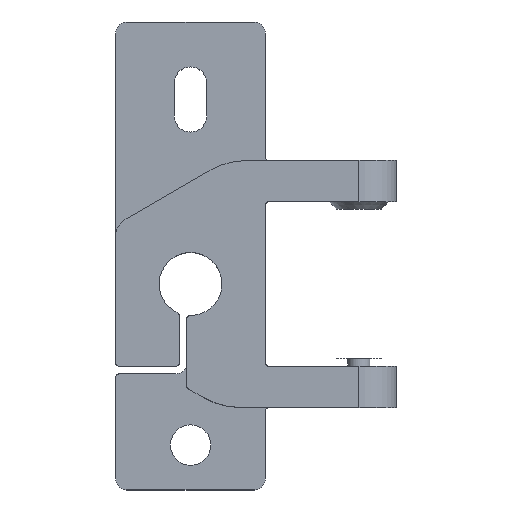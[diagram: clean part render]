
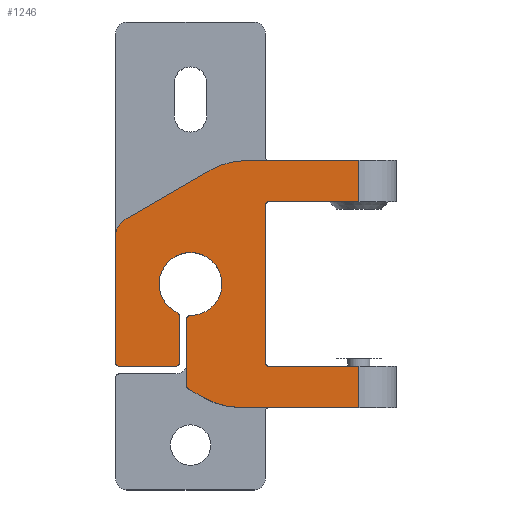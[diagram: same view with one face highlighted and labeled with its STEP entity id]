
A CAD part, top view. The second image highlights one B-rep face of the part: STEP entity #1246.
In plain terms, the highlighted planar face has unit normal (0, 0, 1).
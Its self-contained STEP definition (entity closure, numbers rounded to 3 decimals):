
#48=CIRCLE('',#1321,10.);
#52=CIRCLE('',#1327,10.);
#59=CIRCLE('',#1340,0.5);
#63=CIRCLE('',#1346,0.5);
#86=CIRCLE('',#1377,2.5);
#87=CIRCLE('',#1378,0.5);
#88=CIRCLE('',#1379,0.5);
#89=CIRCLE('',#1380,0.5);
#90=CIRCLE('',#1381,4.2);
#91=CIRCLE('',#1382,0.5);
#92=CIRCLE('',#1383,0.5);
#169=FACE_OUTER_BOUND('',#248,.T.);
#248=EDGE_LOOP('',(#980,#981,#982,#983,#984,#985,#986,#987,#988,#989,#990,
#991,#992,#993,#994,#995,#996,#997,#998,#999,#1000,#1001,#1002,#1003));
#325=LINE('',#1907,#432);
#329=LINE('',#1919,#436);
#336=LINE('',#1940,#443);
#343=LINE('',#1964,#450);
#346=LINE('',#1977,#453);
#348=LINE('',#1983,#455);
#355=LINE('',#2009,#462);
#370=LINE('',#2064,#477);
#371=LINE('',#2067,#478);
#372=LINE('',#2071,#479);
#373=LINE('',#2075,#480);
#374=LINE('',#2079,#481);
#375=LINE('',#2087,#482);
#432=VECTOR('',#1505,10.);
#436=VECTOR('',#1517,10.);
#443=VECTOR('',#1538,10.);
#450=VECTOR('',#1559,10.);
#453=VECTOR('',#1572,10.);
#455=VECTOR('',#1578,10.);
#462=VECTOR('',#1601,10.);
#477=VECTOR('',#1650,10.);
#478=VECTOR('',#1655,10.);
#479=VECTOR('',#1658,10.);
#480=VECTOR('',#1661,10.);
#481=VECTOR('',#1664,10.);
#482=VECTOR('',#1671,10.);
#538=VERTEX_POINT('',#1888);
#539=VERTEX_POINT('',#1889);
#546=VERTEX_POINT('',#1905);
#548=VERTEX_POINT('',#1911);
#549=VERTEX_POINT('',#1912);
#550=VERTEX_POINT('',#1917);
#557=VERTEX_POINT('',#1939);
#563=VERTEX_POINT('',#1952);
#564=VERTEX_POINT('',#1954);
#567=VERTEX_POINT('',#1962);
#571=VERTEX_POINT('',#1971);
#572=VERTEX_POINT('',#1973);
#574=VERTEX_POINT('',#1982);
#585=VERTEX_POINT('',#2008);
#609=VERTEX_POINT('',#2068);
#610=VERTEX_POINT('',#2070);
#611=VERTEX_POINT('',#2072);
#612=VERTEX_POINT('',#2074);
#613=VERTEX_POINT('',#2076);
#614=VERTEX_POINT('',#2078);
#615=VERTEX_POINT('',#2080);
#616=VERTEX_POINT('',#2082);
#617=VERTEX_POINT('',#2084);
#618=VERTEX_POINT('',#2086);
#663=EDGE_CURVE('',#538,#539,#48,.T.);
#672=EDGE_CURVE('',#538,#546,#325,.T.);
#674=EDGE_CURVE('',#548,#549,#52,.T.);
#678=EDGE_CURVE('',#548,#550,#329,.T.);
#688=EDGE_CURVE('',#557,#549,#336,.T.);
#695=EDGE_CURVE('',#563,#564,#59,.T.);
#700=EDGE_CURVE('',#563,#567,#343,.T.);
#704=EDGE_CURVE('',#571,#572,#63,.T.);
#706=EDGE_CURVE('',#571,#564,#346,.T.);
#709=EDGE_CURVE('',#574,#539,#348,.T.);
#722=EDGE_CURVE('',#585,#572,#355,.T.);
#752=EDGE_CURVE('',#585,#546,#370,.T.);
#753=EDGE_CURVE('',#557,#567,#371,.T.);
#754=EDGE_CURVE('',#609,#550,#86,.T.);
#755=EDGE_CURVE('',#609,#610,#372,.F.);
#756=EDGE_CURVE('',#611,#610,#87,.T.);
#757=EDGE_CURVE('',#611,#612,#373,.T.);
#758=EDGE_CURVE('',#613,#612,#88,.T.);
#759=EDGE_CURVE('',#613,#614,#374,.F.);
#760=EDGE_CURVE('',#615,#614,#89,.T.);
#761=EDGE_CURVE('',#615,#616,#90,.T.);
#762=EDGE_CURVE('',#617,#616,#91,.T.);
#763=EDGE_CURVE('',#617,#618,#375,.T.);
#764=EDGE_CURVE('',#574,#618,#92,.T.);
#980=ORIENTED_EDGE('',*,*,#663,.F.);
#981=ORIENTED_EDGE('',*,*,#672,.T.);
#982=ORIENTED_EDGE('',*,*,#752,.F.);
#983=ORIENTED_EDGE('',*,*,#722,.T.);
#984=ORIENTED_EDGE('',*,*,#704,.F.);
#985=ORIENTED_EDGE('',*,*,#706,.T.);
#986=ORIENTED_EDGE('',*,*,#695,.F.);
#987=ORIENTED_EDGE('',*,*,#700,.T.);
#988=ORIENTED_EDGE('',*,*,#753,.F.);
#989=ORIENTED_EDGE('',*,*,#688,.T.);
#990=ORIENTED_EDGE('',*,*,#674,.F.);
#991=ORIENTED_EDGE('',*,*,#678,.T.);
#992=ORIENTED_EDGE('',*,*,#754,.F.);
#993=ORIENTED_EDGE('',*,*,#755,.T.);
#994=ORIENTED_EDGE('',*,*,#756,.F.);
#995=ORIENTED_EDGE('',*,*,#757,.T.);
#996=ORIENTED_EDGE('',*,*,#758,.F.);
#997=ORIENTED_EDGE('',*,*,#759,.T.);
#998=ORIENTED_EDGE('',*,*,#760,.F.);
#999=ORIENTED_EDGE('',*,*,#761,.T.);
#1000=ORIENTED_EDGE('',*,*,#762,.F.);
#1001=ORIENTED_EDGE('',*,*,#763,.T.);
#1002=ORIENTED_EDGE('',*,*,#764,.F.);
#1003=ORIENTED_EDGE('',*,*,#709,.T.);
#1205=PLANE('',#1376);
#1246=ADVANCED_FACE('',(#169),#1205,.T.);
#1321=AXIS2_PLACEMENT_3D('',#1890,#1491,#1492);
#1327=AXIS2_PLACEMENT_3D('',#1913,#1510,#1511);
#1340=AXIS2_PLACEMENT_3D('',#1955,#1550,#1551);
#1346=AXIS2_PLACEMENT_3D('',#1974,#1567,#1568);
#1376=AXIS2_PLACEMENT_3D('',#2066,#1653,#1654);
#1377=AXIS2_PLACEMENT_3D('',#2069,#1656,#1657);
#1378=AXIS2_PLACEMENT_3D('',#2073,#1659,#1660);
#1379=AXIS2_PLACEMENT_3D('',#2077,#1662,#1663);
#1380=AXIS2_PLACEMENT_3D('',#2081,#1665,#1666);
#1381=AXIS2_PLACEMENT_3D('',#2083,#1667,#1668);
#1382=AXIS2_PLACEMENT_3D('',#2085,#1669,#1670);
#1383=AXIS2_PLACEMENT_3D('',#2088,#1672,#1673);
#1491=DIRECTION('center_axis',(0.,0.,-1.));
#1492=DIRECTION('ref_axis',(-0.259,-0.966,0.));
#1505=DIRECTION('',(1.,0.,0.));
#1510=DIRECTION('center_axis',(0.,0.,-1.));
#1511=DIRECTION('ref_axis',(-0.259,0.966,0.));
#1517=DIRECTION('',(-0.866,-0.5,0.));
#1538=DIRECTION('',(-1.,0.,0.));
#1550=DIRECTION('center_axis',(0.,0.,1.));
#1551=DIRECTION('ref_axis',(-0.707,0.707,0.));
#1559=DIRECTION('',(1.,0.,0.));
#1567=DIRECTION('center_axis',(0.,0.,1.));
#1568=DIRECTION('ref_axis',(-0.707,-0.707,0.));
#1572=DIRECTION('',(0.,1.,0.));
#1578=DIRECTION('',(0.866,-0.5,0.));
#1601=DIRECTION('',(-1.,0.,0.));
#1650=DIRECTION('',(0.,-1.,0.));
#1653=DIRECTION('center_axis',(0.,0.,1.));
#1654=DIRECTION('ref_axis',(1.,0.,0.));
#1655=DIRECTION('',(0.,-1.,0.));
#1656=DIRECTION('center_axis',(0.,0.,-1.));
#1657=DIRECTION('ref_axis',(-0.866,0.5,0.));
#1658=DIRECTION('',(0.,1.,0.));
#1659=DIRECTION('center_axis',(0.,0.,-1.));
#1660=DIRECTION('ref_axis',(-0.707,-0.707,0.));
#1661=DIRECTION('',(1.,0.,0.));
#1662=DIRECTION('center_axis',(0.,0.,-1.));
#1663=DIRECTION('ref_axis',(0.707,-0.707,0.));
#1664=DIRECTION('',(0.,-1.,0.));
#1665=DIRECTION('center_axis',(0.,0.,-1.));
#1666=DIRECTION('ref_axis',(0.844,0.536,0.));
#1667=DIRECTION('center_axis',(0.,0.,-1.));
#1668=DIRECTION('ref_axis',(-1.,0.,0.));
#1669=DIRECTION('center_axis',(0.,0.,-1.));
#1670=DIRECTION('ref_axis',(-0.707,0.707,0.));
#1671=DIRECTION('',(0.,-1.,0.));
#1672=DIRECTION('center_axis',(0.,0.,-1.));
#1673=DIRECTION('ref_axis',(-0.866,-0.5,0.));
#1888=CARTESIAN_POINT('',(9.206,-16.5,12.));
#1889=CARTESIAN_POINT('',(4.206,-15.16,12.));
#1890=CARTESIAN_POINT('Origin',(9.206,-6.5,12.));
#1905=CARTESIAN_POINT('',(25.001,-16.5,12.));
#1907=CARTESIAN_POINT('',(28.,-16.5,12.));
#1911=CARTESIAN_POINT('',(5.098,15.16,12.));
#1912=CARTESIAN_POINT('',(10.098,16.5,12.));
#1913=CARTESIAN_POINT('Origin',(10.098,6.5,12.));
#1917=CARTESIAN_POINT('',(-6.25,8.608,12.));
#1919=CARTESIAN_POINT('',(-12.5,5.,12.));
#1939=CARTESIAN_POINT('',(25.001,16.5,12.));
#1940=CARTESIAN_POINT('',(7.419,16.5,12.));
#1952=CARTESIAN_POINT('',(13.,11.,12.));
#1954=CARTESIAN_POINT('',(12.5,10.5,12.));
#1955=CARTESIAN_POINT('Origin',(13.,10.5,12.));
#1962=CARTESIAN_POINT('',(25.001,11.,12.));
#1964=CARTESIAN_POINT('',(28.,11.,12.));
#1971=CARTESIAN_POINT('',(12.5,-10.5,12.));
#1973=CARTESIAN_POINT('',(13.,-11.,12.));
#1974=CARTESIAN_POINT('Origin',(13.,-10.5,12.));
#1977=CARTESIAN_POINT('',(12.5,11.,12.));
#1982=CARTESIAN_POINT('',(2.25,-14.031,12.));
#1983=CARTESIAN_POINT('',(6.526,-16.5,12.));
#2008=CARTESIAN_POINT('',(25.001,-11.,12.));
#2009=CARTESIAN_POINT('',(12.5,-11.,12.));
#2064=CARTESIAN_POINT('',(25.001,-8.465,12.));
#2066=CARTESIAN_POINT('Origin',(9.865,-0.43,12.));
#2067=CARTESIAN_POINT('',(25.001,-8.465,12.));
#2068=CARTESIAN_POINT('',(-7.5,6.443,12.));
#2069=CARTESIAN_POINT('Origin',(-5.,6.443,12.));
#2070=CARTESIAN_POINT('',(-7.5,-10.5,12.));
#2071=CARTESIAN_POINT('',(-7.5,17.285,12.));
#2072=CARTESIAN_POINT('',(-7.,-11.,12.));
#2073=CARTESIAN_POINT('Origin',(-7.,-10.5,12.));
#2074=CARTESIAN_POINT('',(0.5,-11.,12.));
#2075=CARTESIAN_POINT('',(-3.,-11.,12.));
#2076=CARTESIAN_POINT('',(1.,-10.5,12.));
#2077=CARTESIAN_POINT('Origin',(0.5,-10.5,12.));
#2078=CARTESIAN_POINT('',(1.,-4.253,12.));
#2079=CARTESIAN_POINT('',(1.,-1.876,12.));
#2080=CARTESIAN_POINT('',(0.713,-3.801,12.));
#2081=CARTESIAN_POINT('Origin',(0.5,-4.253,12.));
#2082=CARTESIAN_POINT('',(2.5,-4.2,12.));
#2083=CARTESIAN_POINT('Origin',(2.5,0.,12.));
#2084=CARTESIAN_POINT('',(2.,-4.7,12.));
#2085=CARTESIAN_POINT('Origin',(2.5,-4.7,12.));
#2086=CARTESIAN_POINT('',(2.,-13.598,12.));
#2087=CARTESIAN_POINT('',(2.,-2.339,12.));
#2088=CARTESIAN_POINT('Origin',(2.5,-13.598,12.));
